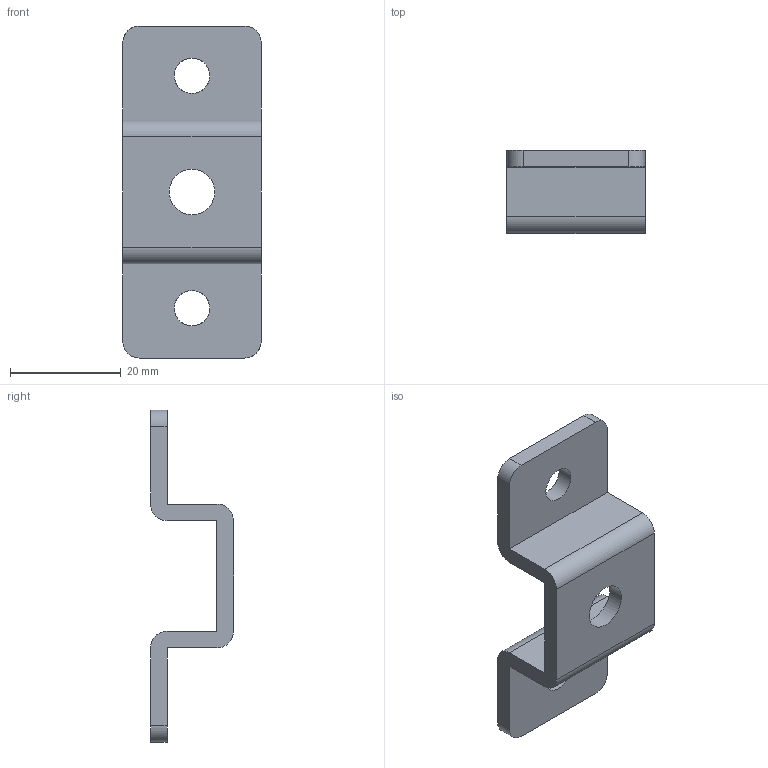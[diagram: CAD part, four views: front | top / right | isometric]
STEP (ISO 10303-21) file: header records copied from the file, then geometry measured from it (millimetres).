
FILE_DESCRIPTION((''),'2;1');
FILE_NAME('','2008-04-30T14:00:41',(''),(''),'','CADfix','');
FILE_SCHEMA(('AUTOMOTIVE_DESIGN { 1 0 10303 214 1 1 1 1 }'));
Length unit declared in the file: millimetre
Bounding box: 25 x 15 x 60 mm (x, y, z)
Volume: 5731.5 mm3; surface area: 4642.8 mm2
Topology: 1 solids, 1 shells, 28 faces, 90 edges, 64 vertices
Faces by surface type: bspline 28
Entity records: 984 total; most frequent: CARTESIAN_POINT 472, ORIENTED_EDGE 180, EDGE_CURVE 90, VERTEX_POINT 64, QUASI_UNIFORM_CURVE 50, EDGE_LOOP 34, FACE_OUTER_BOUND 28, ADVANCED_FACE 28
